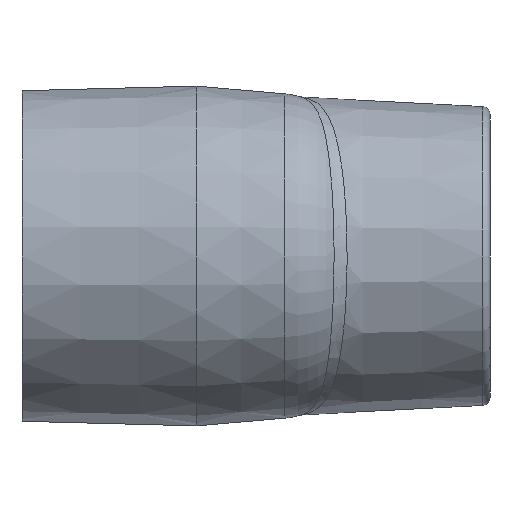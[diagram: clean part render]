
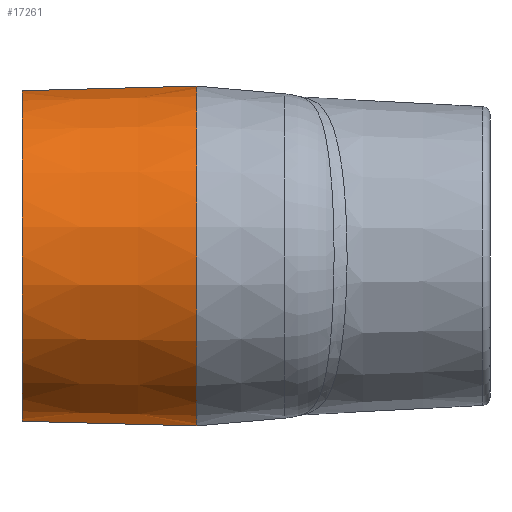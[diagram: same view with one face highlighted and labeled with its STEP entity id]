
A CAD part, left-side view. The second image highlights one B-rep face of the part: STEP entity #17261.
In plain terms, the highlighted conical face has half-angle 1.5 degrees and reference radius 56.356 mm.
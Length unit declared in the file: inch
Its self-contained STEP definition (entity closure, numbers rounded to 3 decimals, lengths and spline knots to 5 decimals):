
#1692=LINE('',#32721,#3335);
#1698=LINE('',#32745,#3341);
#3335=VECTOR('',#21372,0.3937);
#3341=VECTOR('',#21408,0.3937);
#4927=CONICAL_SURFACE('',#18109,2.21875,0.026);
#5979=FACE_OUTER_BOUND('',#7031,.T.);
#7031=EDGE_LOOP('',(#16298,#16299,#16300,#16301));
#7145=CIRCLE('',#18015,2.28012);
#7175=CIRCLE('',#18096,2.21875);
#8777=VERTEX_POINT('',#31481);
#8778=VERTEX_POINT('',#31483);
#8828=VERTEX_POINT('',#32720);
#8830=VERTEX_POINT('',#32727);
#11225=EDGE_CURVE('',#8778,#8777,#7145,.T.);
#11309=EDGE_CURVE('',#8828,#8778,#1692,.T.);
#11315=EDGE_CURVE('',#8828,#8830,#7175,.T.);
#11321=EDGE_CURVE('',#8830,#8777,#1698,.T.);
#16298=ORIENTED_EDGE('',*,*,#11321,.F.);
#16299=ORIENTED_EDGE('',*,*,#11315,.F.);
#16300=ORIENTED_EDGE('',*,*,#11309,.T.);
#16301=ORIENTED_EDGE('',*,*,#11225,.T.);
#17261=ADVANCED_FACE('',(#5979),#4927,.T.);
#18015=AXIS2_PLACEMENT_3D('',#31484,#21198,#21199);
#18096=AXIS2_PLACEMENT_3D('',#32731,#21381,#21382);
#18109=AXIS2_PLACEMENT_3D('',#32746,#21409,#21410);
#21198=DIRECTION('center_axis',(0.,1.,0.));
#21199=DIRECTION('ref_axis',(0.,0.,-1.));
#21372=DIRECTION('',(0.,-1.,-0.026));
#21381=DIRECTION('center_axis',(0.,1.,0.));
#21382=DIRECTION('ref_axis',(0.,0.,-1.));
#21408=DIRECTION('',(0.,-1.,0.026));
#21409=DIRECTION('center_axis',(0.,-1.,0.));
#21410=DIRECTION('ref_axis',(0.,0.,-1.));
#31481=CARTESIAN_POINT('',(-3.90625,0.,2.28012));
#31483=CARTESIAN_POINT('',(-3.90625,0.,-2.28012));
#31484=CARTESIAN_POINT('Origin',(-3.90625,0.,0.));
#32720=CARTESIAN_POINT('',(-3.90625,2.34375,-2.21875));
#32721=CARTESIAN_POINT('',(-3.90625,2.34375,-2.21875));
#32727=CARTESIAN_POINT('',(-3.90625,2.34375,2.21875));
#32731=CARTESIAN_POINT('Origin',(-3.90625,2.34375,0.));
#32745=CARTESIAN_POINT('',(-3.90625,2.34375,2.21875));
#32746=CARTESIAN_POINT('Origin',(-3.90625,2.34375,0.));
